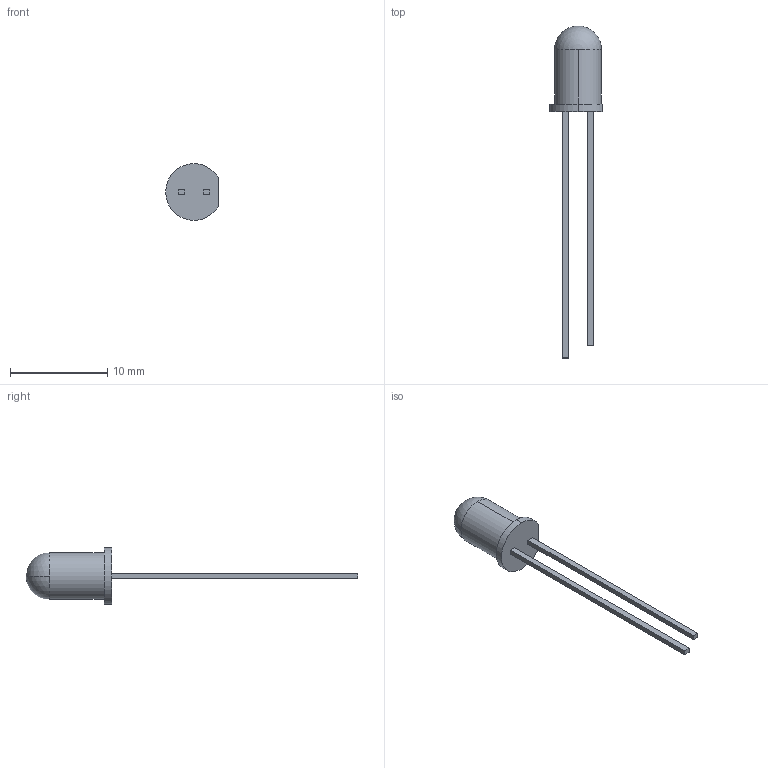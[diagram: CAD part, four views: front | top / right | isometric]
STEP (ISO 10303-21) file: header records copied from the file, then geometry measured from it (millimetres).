
FILE_DESCRIPTION (( 'STEP AP214' ), '1' );
FILE_NAME ('4308H_5mm.STEP', '2019-05-15T23:05:17', ( 'user' ), ( 'Microsoft' ), 'SwSTEP 2.0', 'SolidWorks 2018', '' );
FILE_SCHEMA (( 'AUTOMOTIVE_DESIGN' ));
Length unit declared in the file: inch
Products named in the file (1): 4308H_5mm
Bounding box: 5.42 x 34.21 x 5.84 mm (x, y, z)
Volume: 168.3 mm3; surface area: 282.8 mm2
Topology: 1 solids, 1 shells, 20 faces, 48 edges, 31 vertices
Faces by surface type: plane 13, cylinder 5, sphere 2
Entity records: 612 total; most frequent: DIRECTION 102, CARTESIAN_POINT 98, ORIENTED_EDGE 92, EDGE_CURVE 46, AXIS2_PLACEMENT_3D 35, LINE 32, VECTOR 32, VERTEX_POINT 31
